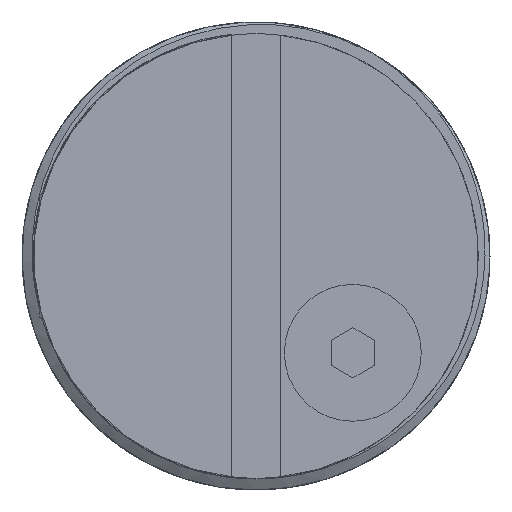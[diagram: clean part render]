
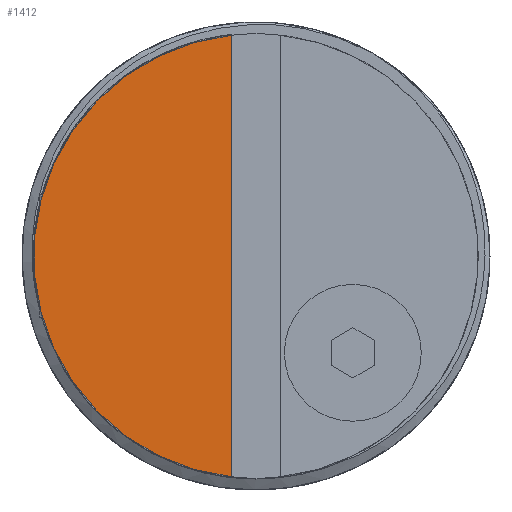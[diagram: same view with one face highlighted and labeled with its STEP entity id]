
A CAD part, left-side view. The second image highlights one B-rep face of the part: STEP entity #1412.
In plain terms, the highlighted planar face has unit normal (-1, 0, 0).
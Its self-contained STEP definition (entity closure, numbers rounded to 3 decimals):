
#31=PLANE('',#1548);
#121=FACE_OUTER_BOUND('',#205,.T.);
#205=EDGE_LOOP('',(#1244,#1245));
#233=CIRCLE('',#1497,17.85);
#410=LINE('',#7918,#500);
#500=VECTOR('',#1840,1000.);
#611=VERTEX_POINT('',#4679);
#612=VERTEX_POINT('',#4681);
#795=EDGE_CURVE('',#612,#611,#233,.T.);
#858=EDGE_CURVE('',#611,#612,#410,.T.);
#1244=ORIENTED_EDGE('',*,*,#858,.T.);
#1245=ORIENTED_EDGE('',*,*,#795,.T.);
#1412=ADVANCED_FACE('',(#121),#31,.T.);
#1497=AXIS2_PLACEMENT_3D('',#4682,#1709,#1710);
#1548=AXIS2_PLACEMENT_3D('',#7917,#1838,#1839);
#1709=DIRECTION('center_axis',(-1.,0.,0.));
#1710=DIRECTION('ref_axis',(0.,0.,1.));
#1838=DIRECTION('center_axis',(-1.,0.,0.));
#1839=DIRECTION('ref_axis',(0.,0.,1.));
#1840=DIRECTION('',(0.,0.,1.));
#4679=CARTESIAN_POINT('',(-86.5,2.,-17.738));
#4681=CARTESIAN_POINT('',(-86.5,2.,17.738));
#4682=CARTESIAN_POINT('Origin',(-86.5,0.,0.));
#7917=CARTESIAN_POINT('Origin',(-86.5,0.,0.));
#7918=CARTESIAN_POINT('',(-86.5,2.,-18.8));
